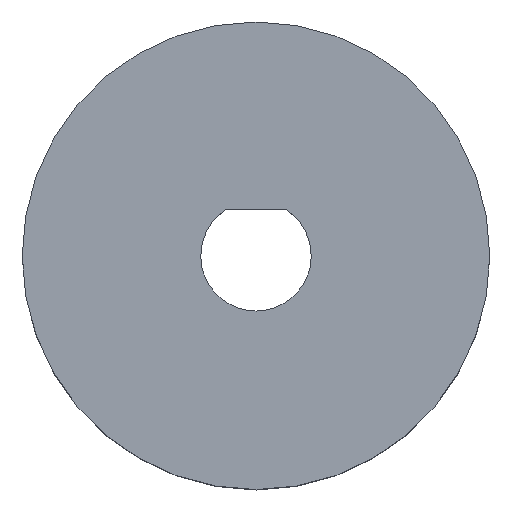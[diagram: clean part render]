
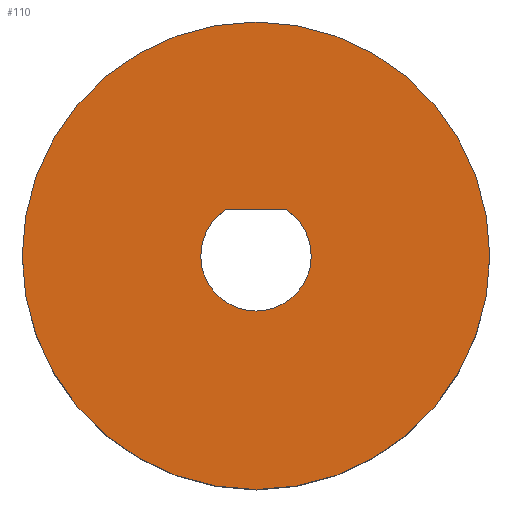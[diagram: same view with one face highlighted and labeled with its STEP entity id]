
A CAD part, top view. The second image highlights one B-rep face of the part: STEP entity #110.
In plain terms, the highlighted planar face has unit normal (0, 0, 1).
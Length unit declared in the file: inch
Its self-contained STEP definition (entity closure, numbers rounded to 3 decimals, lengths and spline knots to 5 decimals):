
#17=FACE_BOUND('',#43,.T.);
#18=CIRCLE('',#133,0.11811);
#23=CIRCLE('',#142,0.5);
#33=FACE_OUTER_BOUND('',#42,.T.);
#42=EDGE_LOOP('',(#97));
#43=EDGE_LOOP('',(#98,#99));
#44=LINE('',#182,#50);
#50=VECTOR('',#148,0.3937);
#56=VERTEX_POINT('',#180);
#57=VERTEX_POINT('',#181);
#63=VERTEX_POINT('',#202);
#64=EDGE_CURVE('',#56,#57,#44,.T.);
#68=EDGE_CURVE('',#57,#56,#18,.T.);
#74=EDGE_CURVE('',#63,#63,#23,.T.);
#97=ORIENTED_EDGE('',*,*,#74,.T.);
#98=ORIENTED_EDGE('',*,*,#64,.T.);
#99=ORIENTED_EDGE('',*,*,#68,.T.);
#103=PLANE('',#143);
#110=ADVANCED_FACE('',(#33,#17),#103,.T.);
#133=AXIS2_PLACEMENT_3D('',#189,#154,#155);
#142=AXIS2_PLACEMENT_3D('',#203,#173,#174);
#143=AXIS2_PLACEMENT_3D('',#205,#176,#177);
#148=DIRECTION('',(1.,0.,0.));
#154=DIRECTION('center_axis',(0.,0.,-1.));
#155=DIRECTION('ref_axis',(1.,0.,0.));
#173=DIRECTION('center_axis',(0.,0.,1.));
#174=DIRECTION('ref_axis',(-1.,0.,0.));
#176=DIRECTION('center_axis',(0.,0.,1.));
#177=DIRECTION('ref_axis',(1.,0.,0.));
#180=CARTESIAN_POINT('',(-0.06529,0.09843,0.25));
#181=CARTESIAN_POINT('',(0.06529,0.09843,0.25));
#182=CARTESIAN_POINT('',(-0.03264,0.09843,0.25));
#189=CARTESIAN_POINT('Origin',(0.,0.,0.25));
#202=CARTESIAN_POINT('',(0.5,0.,0.25));
#203=CARTESIAN_POINT('Origin',(0.,0.,0.25));
#205=CARTESIAN_POINT('Origin',(0.,0.,
0.25));
